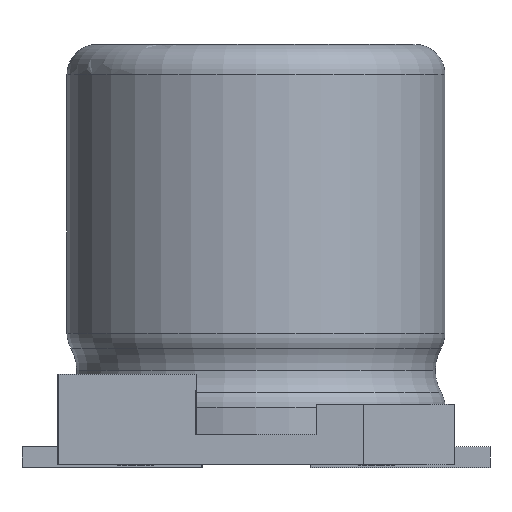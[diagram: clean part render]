
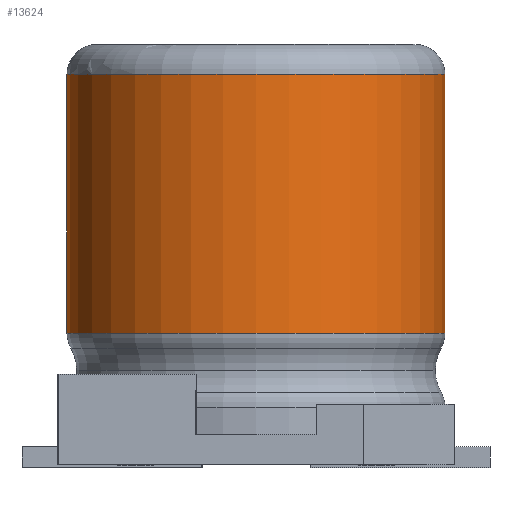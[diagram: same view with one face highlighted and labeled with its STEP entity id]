
A CAD part, front view. The second image highlights one B-rep face of the part: STEP entity #13624.
In plain terms, the highlighted cylindrical face has radius 3.15 mm (diameter 6.3 mm), a partial arc.
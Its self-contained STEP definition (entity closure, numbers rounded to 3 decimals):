
#2 = FACE_OUTER_BOUND ( 'NONE', #7048, .T. ) ;
#334 = AXIS2_PLACEMENT_3D ( 'NONE', #3775, #13995, #11574 ) ;
#385 = AXIS2_PLACEMENT_3D ( 'NONE', #11890, #1839, #10919 ) ;
#463 = CIRCLE ( 'NONE', #8845, 3.15 ) ;
#560 = EDGE_CURVE ( 'NONE', #6479, #6391, #5684, .T. ) ;
#692 = LINE ( 'NONE', #4062, #8042 ) ;
#1620 = EDGE_CURVE ( 'NONE', #3742, #6479, #7554, .T. ) ;
#1647 = ORIENTED_EDGE ( 'NONE', *, *, #5768, .F. ) ;
#1839 = DIRECTION ( 'NONE',  ( 0., 0., 1. ) ) ;
#2515 = ORIENTED_EDGE ( 'NONE', *, *, #560, .T. ) ;
#3036 = DIRECTION ( 'NONE',  ( 0., 0., -1. ) ) ;
#3742 = VERTEX_POINT ( 'NONE', #12710 ) ;
#3775 = CARTESIAN_POINT ( 'NONE',  ( 0., 0., 22.91 ) ) ;
#4052 = EDGE_CURVE ( 'NONE', #6351, #3742, #463, .T. ) ;
#4062 = CARTESIAN_POINT ( 'NONE',  ( 3.15, 0., 22.91 ) ) ;
#5130 = CARTESIAN_POINT ( 'NONE',  ( 0., 0., 6.5 ) ) ;
#5684 = CIRCLE ( 'NONE', #385, 3.15 ) ;
#5768 = EDGE_CURVE ( 'NONE', #6351, #6391, #692, .T. ) ;
#6351 = VERTEX_POINT ( 'NONE', #8146 ) ;
#6391 = VERTEX_POINT ( 'NONE', #11671 ) ;
#6479 = VERTEX_POINT ( 'NONE', #12098 ) ;
#7048 = EDGE_LOOP ( 'NONE', ( #1647, #12120, #8211, #2515 ) ) ;
#7554 = LINE ( 'NONE', #8953, #10377 ) ;
#8042 = VECTOR ( 'NONE', #3036, 1000. ) ;
#8146 = CARTESIAN_POINT ( 'NONE',  ( 3.15, 0., 6.5 ) ) ;
#8211 = ORIENTED_EDGE ( 'NONE', *, *, #1620, .T. ) ;
#8845 = AXIS2_PLACEMENT_3D ( 'NONE', #5130, #12006, #10828 ) ;
#8953 = CARTESIAN_POINT ( 'NONE',  ( -3.15, 0., 22.91 ) ) ;
#9161 = CYLINDRICAL_SURFACE ( 'NONE', #334, 3.15 ) ;
#10377 = VECTOR ( 'NONE', #12038, 1000. ) ;
#10828 = DIRECTION ( 'NONE',  ( 1., 0., 0. ) ) ;
#10919 = DIRECTION ( 'NONE',  ( -1., 0., 0. ) ) ;
#11574 = DIRECTION ( 'NONE',  ( -1., 0., 0. ) ) ;
#11671 = CARTESIAN_POINT ( 'NONE',  ( 3.15, 0., 2.186 ) ) ;
#11890 = CARTESIAN_POINT ( 'NONE',  ( 0., 0., 2.186 ) ) ;
#12006 = DIRECTION ( 'NONE',  ( 0., 0., -1. ) ) ;
#12038 = DIRECTION ( 'NONE',  ( 0., 0., -1. ) ) ;
#12098 = CARTESIAN_POINT ( 'NONE',  ( -3.15, 0., 2.186 ) ) ;
#12120 = ORIENTED_EDGE ( 'NONE', *, *, #4052, .T. ) ;
#12710 = CARTESIAN_POINT ( 'NONE',  ( -3.15, 0., 6.5 ) ) ;
#13624 = ADVANCED_FACE ( 'NONE', ( #2 ), #9161, .T. ) ;
#13995 = DIRECTION ( 'NONE',  ( 0., 0., -1. ) ) ;
